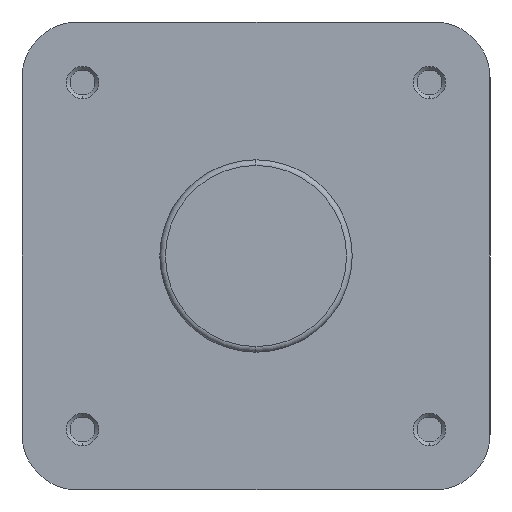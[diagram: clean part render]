
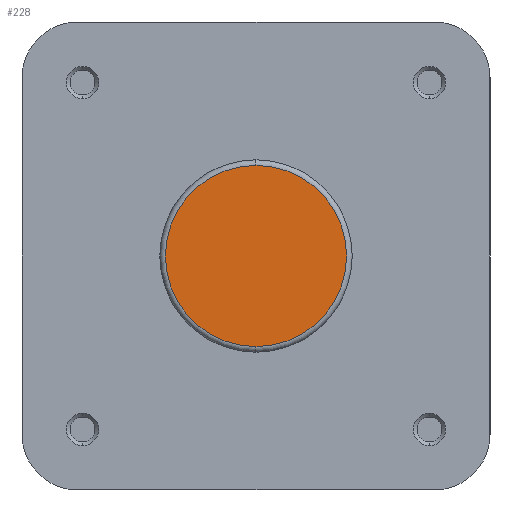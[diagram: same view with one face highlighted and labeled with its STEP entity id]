
A CAD part, left-side view. The second image highlights one B-rep face of the part: STEP entity #228.
In plain terms, the highlighted planar face has unit normal (-1, 0, 0).
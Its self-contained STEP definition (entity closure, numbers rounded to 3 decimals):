
#228 = ADVANCED_FACE ( 'NONE', ( #4902 ), #831, .F. ) ;
#478 = VERTEX_POINT ( 'NONE', #2073 ) ;
#702 = DIRECTION ( 'NONE',  ( 1., 0., 0. ) ) ;
#709 = DIRECTION ( 'NONE',  ( 0., 0., -1. ) ) ;
#723 = CARTESIAN_POINT ( 'NONE',  ( 0., 0., 0. ) ) ;
#829 = VERTEX_POINT ( 'NONE', #2248 ) ;
#831 = PLANE ( 'NONE',  #5455 ) ;
#1302 = EDGE_CURVE ( 'NONE', #478, #829, #5268, .T. ) ;
#1538 = EDGE_CURVE ( 'NONE', #829, #478, #3404, .T. ) ;
#2073 = CARTESIAN_POINT ( 'NONE',  ( 0., 0., 24.4 ) ) ;
#2248 = CARTESIAN_POINT ( 'NONE',  ( 0., 0., -24.4 ) ) ;
#2453 = CARTESIAN_POINT ( 'NONE',  ( 0., 0., 0. ) ) ;
#2454 = DIRECTION ( 'NONE',  ( -1., 0., 0. ) ) ;
#2455 = DIRECTION ( 'NONE',  ( 0., 0., -1. ) ) ;
#3086 = CARTESIAN_POINT ( 'NONE',  ( 0., 0., 0. ) ) ;
#3095 = DIRECTION ( 'NONE',  ( -1., 0., 0. ) ) ;
#3096 = DIRECTION ( 'NONE',  ( 0., 0., -1. ) ) ;
#3404 = CIRCLE ( 'NONE', #5717, 24.4 ) ;
#4600 = ORIENTED_EDGE ( 'NONE', *, *, #1302, .T. ) ;
#4601 = ORIENTED_EDGE ( 'NONE', *, *, #1538, .T. ) ;
#4902 = FACE_OUTER_BOUND ( 'NONE', #5938, .T. ) ;
#5268 = CIRCLE ( 'NONE', #5587, 24.4 ) ;
#5455 = AXIS2_PLACEMENT_3D ( 'NONE', #723, #702, #709 ) ;
#5587 = AXIS2_PLACEMENT_3D ( 'NONE', #2453, #2454, #2455 ) ;
#5717 = AXIS2_PLACEMENT_3D ( 'NONE', #3086, #3095, #3096 ) ;
#5938 = EDGE_LOOP ( 'NONE', ( #4601, #4600 ) ) ;
